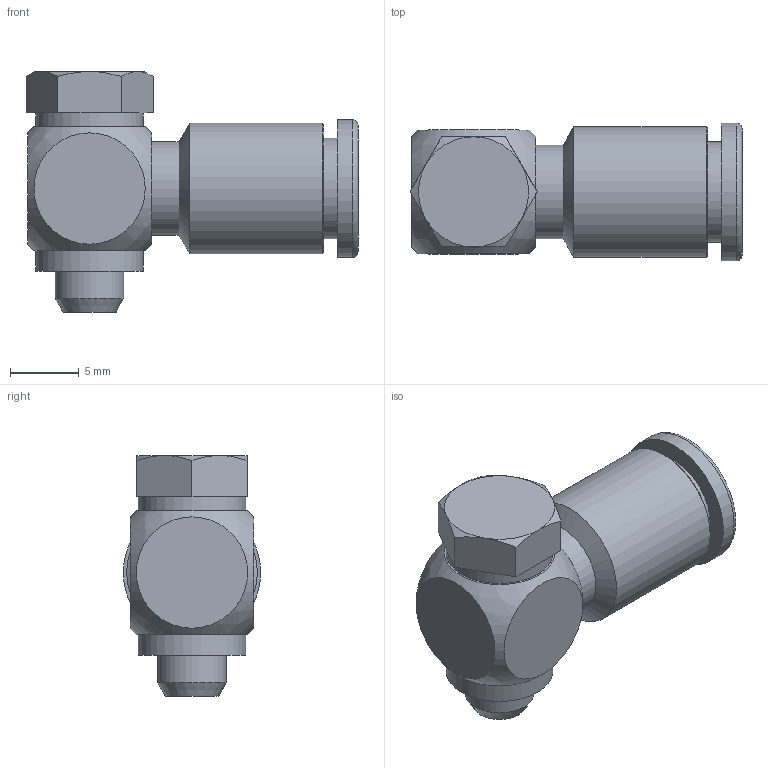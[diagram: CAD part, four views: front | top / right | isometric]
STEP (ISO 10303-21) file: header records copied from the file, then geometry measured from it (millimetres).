
FILE_DESCRIPTION(( 'RV.17.05.M5.STP' ), '1');
FILE_NAME( 'RV.17.05.M5.STP', '2018-10-09T16:43:27',( 'Sopra'),('sopra-pneumatic.com'), 'SwSTEP 2.0','SolidWorks 2009','' );
FILE_SCHEMA (('AUTOMOTIVE_DESIGN { 1 0 10303 214 1 1 1 1 }'));
Length unit declared in the file: millimetre
Products named in the file (6): Root; 800031; DR5-1; 14101; 800041; R201203
Assembly tree (5 placements, depth 2):
  Root
    800031
    DR5-1
    14101
    800041
    R201203
Bounding box: 24.12 x 10 x 17.5 mm (x, y, z)
Volume: 1422.9 mm3; surface area: 2343.1 mm2
Topology: 5 solids, 5 shells, 62 faces, 124 edges, 79 vertices
Faces by surface type: plane 25, cone 17, cylinder 16, torus 3, sphere 1
Full cylindrical faces by diameter (mm): 2 x1, 3 x1, 5 x1, 5.1 x2, 5.2 x2, 5.5 x1, 6 x1, 6.8 x1, 7.3 x1, 7.5 x1, 7.8 x2, 9.5 x1, 10 x1
Entity records: 2957 total; most frequent: CARTESIAN_POINT 883, DIRECTION 288, PRESENTATION_STYLE_ASSIGNMENT 163, COLOUR_RGB 160, DRAUGHTING_PRE_DEFINED_CURVE_FONT 158, CURVE_STYLE 158, OVER_RIDING_STYLED_ITEM 158, ORIENTED_EDGE 158
